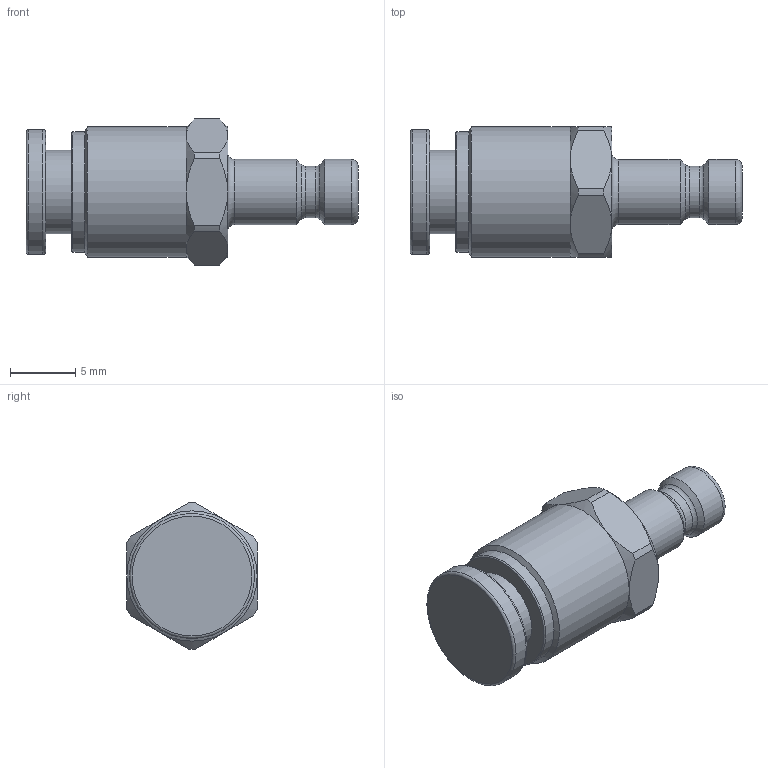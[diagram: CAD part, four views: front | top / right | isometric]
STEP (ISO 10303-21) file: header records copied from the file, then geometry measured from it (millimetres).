
FILE_DESCRIPTION((''),'2;1');
FILE_NAME('20sfrp04mpn.stp','2014-11-04T10:40:21',('IA176480'),(''),'Autodesk Inventor 2013','Autodesk Inventor 2013','');
FILE_SCHEMA(('AUTOMOTIVE_DESIGN { 1 0 10303 214 1 1 1 1 }'));
Length unit declared in the file: millimetre
Products named in the file (1): D111967
Bounding box: 25.5 x 10 x 11.25 mm (x, y, z)
Volume: 1307.9 mm3; surface area: 850.2 mm2
Topology: 1 solids, 1 shells, 46 faces, 97 edges, 56 vertices
Faces by surface type: cone 15, cylinder 13, plane 11, torus 7
Full cylindrical faces by diameter (mm): 3.95 x1, 5 x2, 6.4 x1, 9.25 x1, 9.6 x1, 10 x1
Entity records: 1194 total; most frequent: CARTESIAN_POINT 231, DIRECTION 194, ORIENTED_EDGE 160, AXIS2_PLACEMENT_3D 91, EDGE_CURVE 80, EDGE_LOOP 66, VERTEX_POINT 56, STYLED_ITEM 47
